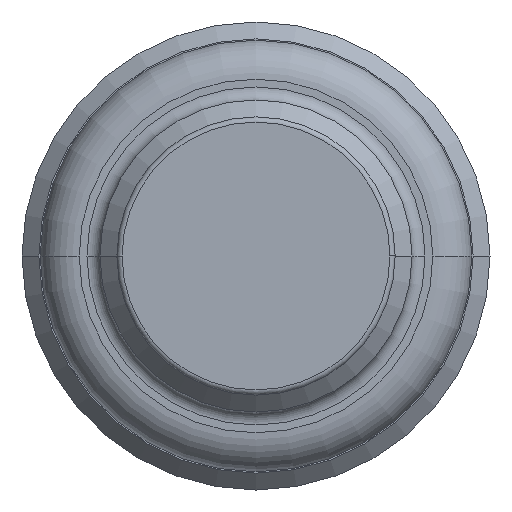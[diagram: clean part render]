
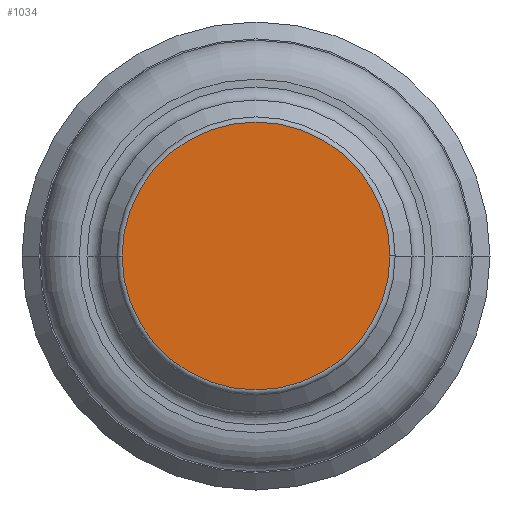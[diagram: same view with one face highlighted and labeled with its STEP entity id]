
A CAD part, front view. The second image highlights one B-rep face of the part: STEP entity #1034.
In plain terms, the highlighted planar face has unit normal (0, -1, 0).
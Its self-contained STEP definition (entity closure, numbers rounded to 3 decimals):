
#294=CARTESIAN_POINT('',(0.,-14.7,0.));
#295=DIRECTION('',(0.,-1.,0.));
#296=DIRECTION('',(1.,0.,0.));
#297=AXIS2_PLACEMENT_3D('',#294,#295,#296);
#309=CARTESIAN_POINT('',(0.,-14.7,0.));
#310=DIRECTION('',(0.,-1.,0.));
#311=DIRECTION('',(-1.,0.,0.));
#312=AXIS2_PLACEMENT_3D('',#309,#310,#311);
#351=CARTESIAN_POINT('',(-5.15,-14.7,0.));
#353=VERTEX_POINT('',#351);
#355=CARTESIAN_POINT('',(5.15,-14.7,0.));
#357=VERTEX_POINT('',#355);
#1025=CARTESIAN_POINT('',(0.,-14.7,0.));
#1026=DIRECTION('',(0.,-1.,0.));
#1027=DIRECTION('',(-1.,0.,0.));
#1028=AXIS2_PLACEMENT_3D('',#1025,#1026,#1027);
#1029=PLANE('',#1028);
#1030=ORIENTED_EDGE('',*,*,#993,.F.);
#1031=ORIENTED_EDGE('',*,*,#971,.F.);
#1032=EDGE_LOOP('',(#1030,#1031));
#1033=FACE_OUTER_BOUND('',#1032,.F.);
#1034=ADVANCED_FACE('',(#1033),#1029,.T.);
#298=CIRCLE('',#297,5.15);
#313=CIRCLE('',#312,5.15);
#971=EDGE_CURVE('',#357,#353,#298,.T.);
#993=EDGE_CURVE('',#353,#357,#313,.T.);
